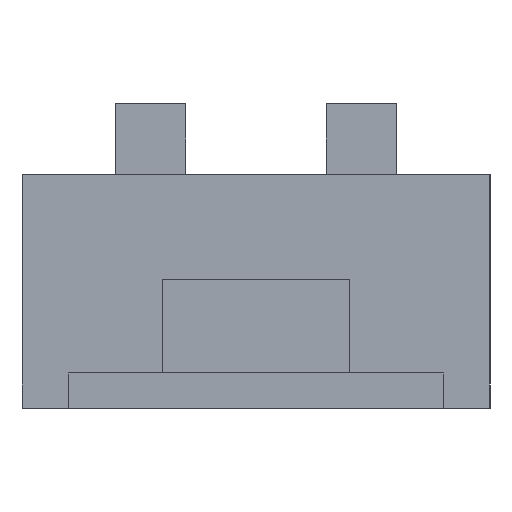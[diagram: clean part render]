
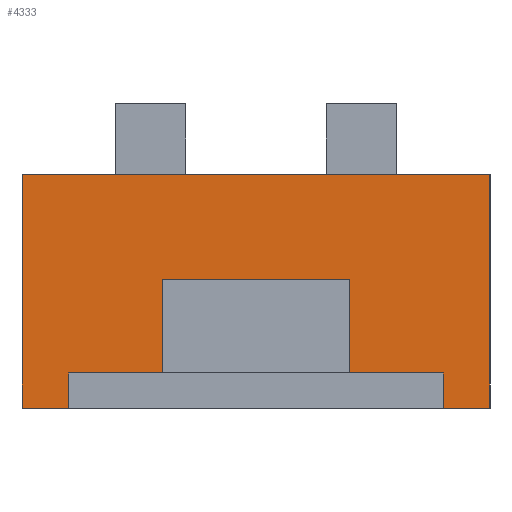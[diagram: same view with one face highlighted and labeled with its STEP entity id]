
A CAD part, left-side view. The second image highlights one B-rep face of the part: STEP entity #4333.
In plain terms, the highlighted planar face has unit normal (-1, 0, 0).
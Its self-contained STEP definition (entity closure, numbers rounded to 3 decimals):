
#192 = VERTEX_POINT ( 'NONE', #7114 ) ;
#711 = EDGE_LOOP ( 'NONE', ( #900, #1190, #2498, #5347 ) ) ;
#900 = ORIENTED_EDGE ( 'NONE', *, *, #7246, .T. ) ;
#946 = CARTESIAN_POINT ( 'NONE',  ( -172., 105., 5. ) ) ;
#1134 = VECTOR ( 'NONE', #8810, 1000. ) ;
#1180 = VECTOR ( 'NONE', #6019, 1000. ) ;
#1190 = ORIENTED_EDGE ( 'NONE', *, *, #2496, .F. ) ;
#1454 = LINE ( 'NONE', #6254, #8129 ) ;
#1744 = CARTESIAN_POINT ( 'NONE',  ( -172., 105., 5. ) ) ;
#2267 = DIRECTION ( 'NONE',  ( 0., 0., -1. ) ) ;
#2496 = EDGE_CURVE ( 'NONE', #4143, #192, #8295, .T. ) ;
#2498 = ORIENTED_EDGE ( 'NONE', *, *, #8027, .F. ) ;
#2614 = CARTESIAN_POINT ( 'NONE',  ( -172., 105., 5. ) ) ;
#2717 = PLANE ( 'NONE',  #7641 ) ;
#4143 = VERTEX_POINT ( 'NONE', #7276 ) ;
#4333 = ADVANCED_FACE ( 'NONE', ( #5829 ), #2717, .F. ) ;
#4461 = VECTOR ( 'NONE', #2267, 1000. ) ;
#4751 = CARTESIAN_POINT ( 'NONE',  ( -172., 105., 0. ) ) ;
#5347 = ORIENTED_EDGE ( 'NONE', *, *, #6750, .T. ) ;
#5745 = VERTEX_POINT ( 'NONE', #4751 ) ;
#5829 = FACE_OUTER_BOUND ( 'NONE', #711, .T. ) ;
#5983 = CARTESIAN_POINT ( 'NONE',  ( -172., 105., 0. ) ) ;
#6019 = DIRECTION ( 'NONE',  ( 0., 0., -1. ) ) ;
#6254 = CARTESIAN_POINT ( 'NONE',  ( -172., 105., 5. ) ) ;
#6453 = LINE ( 'NONE', #5983, #1134 ) ;
#6750 = EDGE_CURVE ( 'NONE', #7378, #5745, #8650, .T. ) ;
#7114 = CARTESIAN_POINT ( 'NONE',  ( -172., 95., 0. ) ) ;
#7246 = EDGE_CURVE ( 'NONE', #5745, #192, #6453, .T. ) ;
#7276 = CARTESIAN_POINT ( 'NONE',  ( -172., 95., 5. ) ) ;
#7349 = CARTESIAN_POINT ( 'NONE',  ( -172., 95., 5. ) ) ;
#7378 = VERTEX_POINT ( 'NONE', #1744 ) ;
#7641 = AXIS2_PLACEMENT_3D ( 'NONE', #2614, #7667, #7698 ) ;
#7667 = DIRECTION ( 'NONE',  ( 1., 0., 0. ) ) ;
#7698 = DIRECTION ( 'NONE',  ( 0., 0., -1. ) ) ;
#8027 = EDGE_CURVE ( 'NONE', #7378, #4143, #1454, .T. ) ;
#8129 = VECTOR ( 'NONE', #8474, 1000. ) ;
#8295 = LINE ( 'NONE', #7349, #4461 ) ;
#8474 = DIRECTION ( 'NONE',  ( 0., -1., 0. ) ) ;
#8650 = LINE ( 'NONE', #946, #1180 ) ;
#8810 = DIRECTION ( 'NONE',  ( 0., -1., 0. ) ) ;
